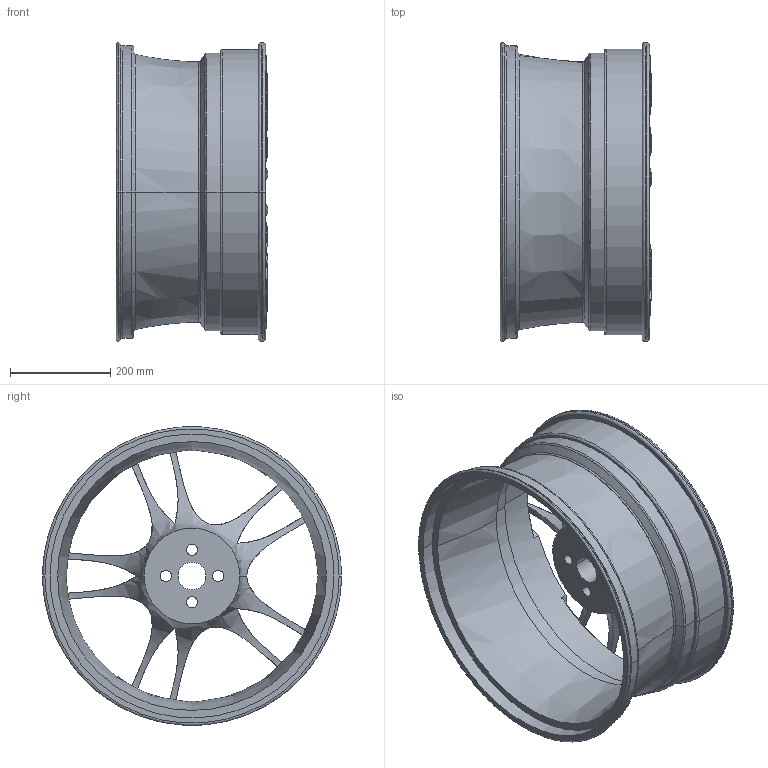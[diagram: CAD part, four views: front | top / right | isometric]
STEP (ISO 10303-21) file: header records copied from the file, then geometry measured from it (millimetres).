
FILE_DESCRIPTION(('FreeCAD Model'),'2;1');
FILE_NAME('Open CASCADE Shape Model','2025-05-04T04:17:30',('FreeCAD'),( 'FreeCAD'),'Open CASCADE STEP processor 7.6','FreeCAD','Unknown');
FILE_SCHEMA(('AUTOMOTIVE_DESIGN { 1 0 10303 214 1 1 1 1 }'));
Length unit declared in the file: millimetre
Products named in the file (1): Open CASCADE STEP translator 7.6 1
Bounding box: 302.38 x 596.06 x 595.13 mm (x, y, z)
Volume: 8598808.7 mm3; surface area: 1524493.5 mm2
Topology: 2 solids, 2 shells, 153 faces, 375 edges, 232 vertices
Faces by surface type: bspline 153
Entity records: 10582 total; most frequent: CARTESIAN_POINT 8447, ORIENTED_EDGE 750, EDGE_CURVE 375, VERTEX_POINT 232, B_SPLINE_CURVE_WITH_KNOTS 217, FACE_BOUND 171, EDGE_LOOP 171, ADVANCED_FACE 153
